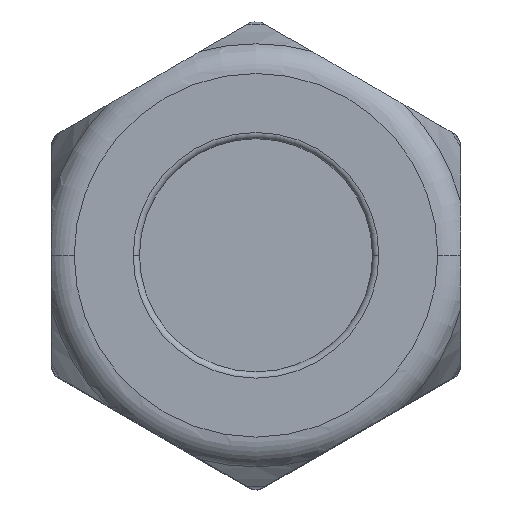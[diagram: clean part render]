
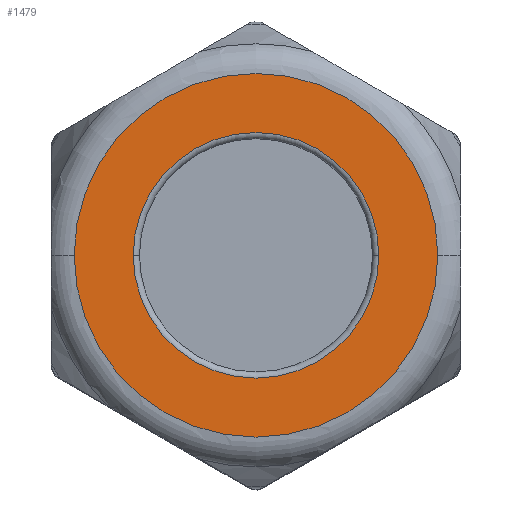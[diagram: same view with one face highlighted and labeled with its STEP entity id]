
A CAD part, top view. The second image highlights one B-rep face of the part: STEP entity #1479.
In plain terms, the highlighted planar face has unit normal (0, 0, 1).
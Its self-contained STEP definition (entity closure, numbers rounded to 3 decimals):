
#1200=AXIS2_PLACEMENT_3D('Circle Axis2P3D',#1198,#1199,$) ;
#1431=AXIS2_PLACEMENT_3D('Circle Axis2P3D',#1429,#1430,$) ;
#1455=AXIS2_PLACEMENT_3D('Plane Axis2P3D',#1452,#1453,#1454) ;
#1463=AXIS2_PLACEMENT_3D('Circle Axis2P3D',#1461,#1462,$) ;
#1472=AXIS2_PLACEMENT_3D('Circle Axis2P3D',#1470,#1471,$) ;
#1195=CARTESIAN_POINT('Vertex',(49.709,30.1,73.814)) ;
#1198=CARTESIAN_POINT('Axis2P3D Location',(26.315,30.1,73.814)) ;
#1202=CARTESIAN_POINT('Vertex',(2.921,30.1,73.814)) ;
#1429=CARTESIAN_POINT('Axis2P3D Location',(26.315,30.1,73.814)) ;
#1452=CARTESIAN_POINT('Axis2P3D Location',(11.315,30.1,73.814)) ;
#1461=CARTESIAN_POINT('Axis2P3D Location',(26.315,30.1,73.814)) ;
#1465=CARTESIAN_POINT('Vertex',(42.115,30.1,73.814)) ;
#1467=CARTESIAN_POINT('Vertex',(10.515,30.1,73.814)) ;
#1470=CARTESIAN_POINT('Axis2P3D Location',(26.315,30.1,73.814)) ;
#1199=DIRECTION('Axis2P3D Direction',(0.,0.,-1.)) ;
#1430=DIRECTION('Axis2P3D Direction',(0.,0.,-1.)) ;
#1453=DIRECTION('Axis2P3D Direction',(0.,0.,-1.)) ;
#1454=DIRECTION('Axis2P3D XDirection',(1.,0.,0.)) ;
#1462=DIRECTION('Axis2P3D Direction',(0.,0.,-1.)) ;
#1471=DIRECTION('Axis2P3D Direction',(0.,0.,-1.)) ;
#1458=ORIENTED_EDGE('',*,*,#1433,.F.) ;
#1459=ORIENTED_EDGE('',*,*,#1204,.F.) ;
#1476=ORIENTED_EDGE('',*,*,#1469,.T.) ;
#1477=ORIENTED_EDGE('',*,*,#1474,.T.) ;
#1478=FACE_BOUND('',#1475,.T.) ;
#1479=ADVANCED_FACE('Cover',(#1460,#1478),#1456,.F.) ;
#1201=CIRCLE('generated circle',#1200,23.394) ;
#1432=CIRCLE('generated circle',#1431,23.394) ;
#1464=CIRCLE('generated circle',#1463,15.8) ;
#1473=CIRCLE('generated circle',#1472,15.8) ;
#1204=EDGE_CURVE('',#1196,#1203,#1201,.T.) ;
#1433=EDGE_CURVE('',#1203,#1196,#1432,.T.) ;
#1469=EDGE_CURVE('',#1466,#1468,#1464,.T.) ;
#1474=EDGE_CURVE('',#1468,#1466,#1473,.T.) ;
#1457=EDGE_LOOP('',(#1458,#1459)) ;
#1475=EDGE_LOOP('',(#1476,#1477)) ;
#1460=FACE_OUTER_BOUND('',#1457,.T.) ;
#1456=PLANE('',#1455) ;
#1196=VERTEX_POINT('',#1195) ;
#1203=VERTEX_POINT('',#1202) ;
#1466=VERTEX_POINT('',#1465) ;
#1468=VERTEX_POINT('',#1467) ;
